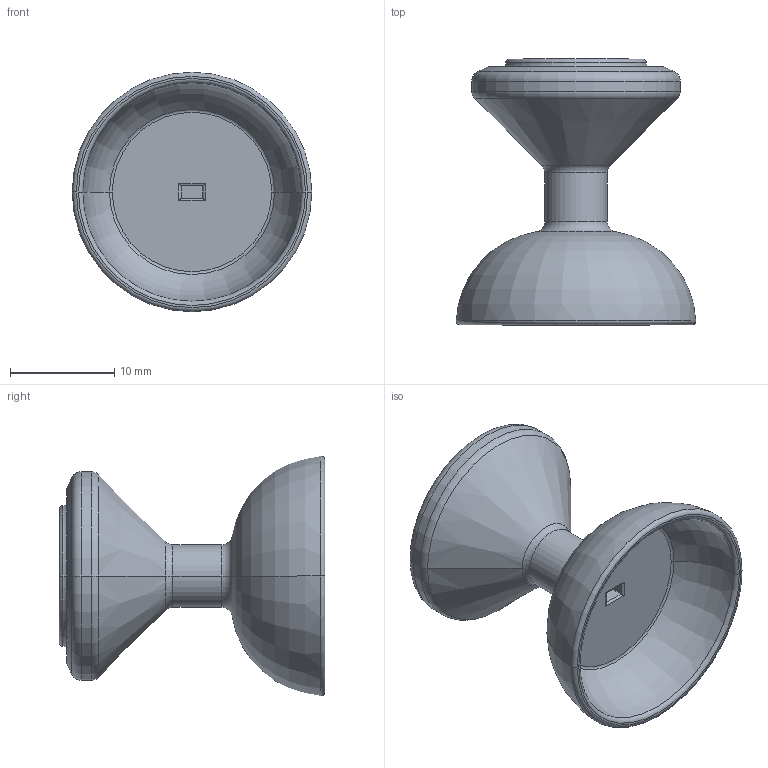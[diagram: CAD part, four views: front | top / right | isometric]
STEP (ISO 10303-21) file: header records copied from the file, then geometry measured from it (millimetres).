
FILE_DESCRIPTION (( 'STEP AP214' ), '1' );
FILE_NAME ('xy-joystick-cover.STEP', '2025-09-11T00:13:19', ( '' ), ( '' ), 'SwSTEP 2.0', 'SolidWorks 2023', '' );
FILE_SCHEMA (( 'AUTOMOTIVE_DESIGN' ));
Length unit declared in the file: millimetre
Products named in the file (1): xy-joystick-cover
Bounding box: 22.98 x 25.5 x 22.98 mm (x, y, z)
Volume: 3027.5 mm3; surface area: 2369.4 mm2
Topology: 1 solids, 1 shells, 44 faces, 88 edges, 48 vertices
Faces by surface type: torus 26, plane 8, cylinder 8, cone 2
Entity records: 1161 total; most frequent: DIRECTION 236, CARTESIAN_POINT 193, ORIENTED_EDGE 176, AXIS2_PLACEMENT_3D 107, EDGE_CURVE 88, CIRCLE 62, VERTEX_POINT 48, EDGE_LOOP 46
